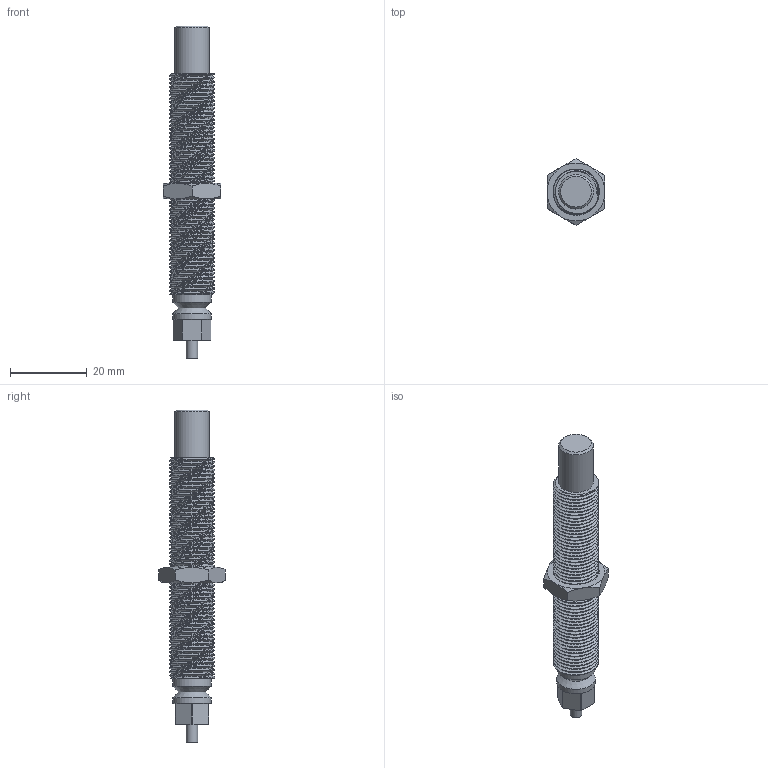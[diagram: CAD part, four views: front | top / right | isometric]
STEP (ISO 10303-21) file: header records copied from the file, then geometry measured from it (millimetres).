
FILE_DESCRIPTION(/* description */ (''),/* implementation_level */ '2;1');
FILE_NAME(/* name */ '98961524-b1cb-44cc-8dd3-943892d3fe9d.stp',/* time_stamp */ '2020-11-20T10:09:03+00:00',/* author */ (''),/* organization */ (''),/* preprocessor_version */ 'ST-DEVELOPER v18.1',/* originating_system */ 'Autodesk Translation Framework v9.3.0.1241',/* authorisation */ '');
FILE_SCHEMA (('AUTOMOTIVE_DESIGN { 1 0 10303 214 3 1 1 }'));
Length unit declared in the file: millimetre
Products named in the file (3): AS 12/60-10; Hex_nut_M12; Screw_M12
Assembly tree (2 placements, depth 2):
  AS 12/60-10
    Hex_nut_M12
    Screw_M12
Bounding box: 15.08 x 17.41 x 86.5 mm (x, y, z)
Volume: 7683.5 mm3; surface area: 5009.7 mm2
Topology: 2 solids, 2 shells, 191 faces, 533 edges, 350 vertices
Faces by surface type: cylinder 133, plane 38, cone 16, bspline 4
Full cylindrical faces by diameter (mm): 3 x1, 6 x1, 9 x1, 10 x2, 10.741 x31, 11.035 x4, 11.884 x41, 12.152 x3
Entity records: 15929 total; most frequent: CARTESIAN_POINT 11561, ORIENTED_EDGE 1066, DIRECTION 655, EDGE_CURVE 533, VERTEX_POINT 350, B_SPLINE_CURVE_WITH_KNOTS 261, AXIS2_PLACEMENT_3D 234, EDGE_LOOP 197
